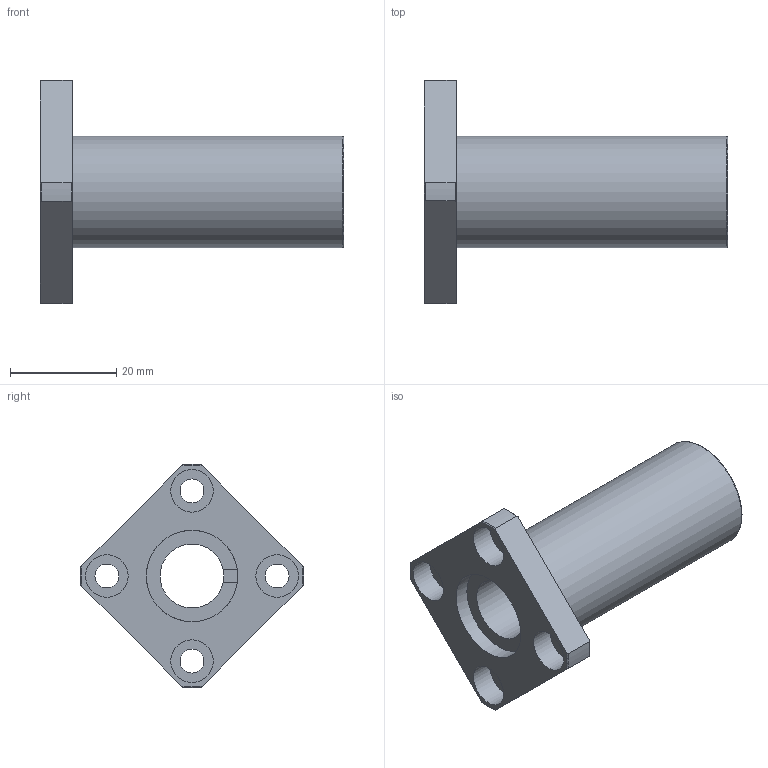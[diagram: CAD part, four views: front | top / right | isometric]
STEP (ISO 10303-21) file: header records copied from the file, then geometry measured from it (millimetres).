
FILE_DESCRIPTION( ( 'STEP AP214' ), '1' );
FILE_NAME( 'LMK 12L.stp', '2019-07-19T07:53:18', ( '' ), ( '' ), ' ', 'PARTsolutions', ' ' );
FILE_SCHEMA( ( 'AUTOMOTIVE_DESIGN { 1 0 10303 214 1 1 1 1 }' ) );
Length unit declared in the file: millimetre
Products named in the file (1): _LMK 12L
Bounding box: 57 x 41.98 x 41.98 mm (x, y, z)
Volume: 15628.8 mm3; surface area: 8539 mm2
Topology: 1 solids, 1 shells, 44 faces, 109 edges, 72 vertices
Faces by surface type: plane 19, cylinder 16, torus 9
Full cylindrical faces by diameter (mm): 4.5 x4, 8 x4, 12 x1, 17.2 x2, 21 x1
Entity records: 1698 total; most frequent: CARTESIAN_POINT 319, DIRECTION 212, ORIENTED_EDGE 186, EDGE_CURVE 93, AXIS2_PLACEMENT_3D 90, EDGE_LOOP 72, VERTEX_POINT 69, FACE_OUTER_BOUND 57
